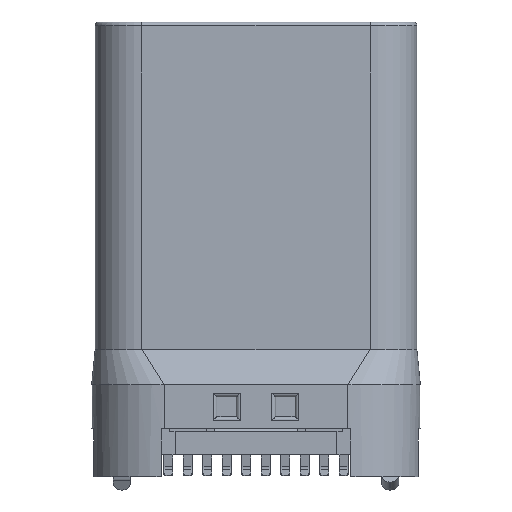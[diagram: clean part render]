
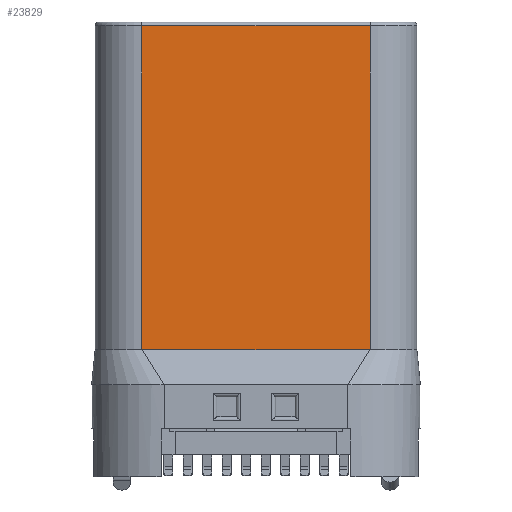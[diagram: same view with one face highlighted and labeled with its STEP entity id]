
A CAD part, front view. The second image highlights one B-rep face of the part: STEP entity #23829.
In plain terms, the highlighted planar face has unit normal (0, -1, 0).
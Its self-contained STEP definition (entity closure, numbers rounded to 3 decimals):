
#1082=ORIENTED_EDGE('',*,*,#8025,.F.);
#1083=ORIENTED_EDGE('',*,*,#8026,.T.);
#1084=ORIENTED_EDGE('',*,*,#8022,.T.);
#1085=ORIENTED_EDGE('',*,*,#8027,.F.);
#8022=EDGE_CURVE('',#11486,#11487,#13743,.T.);
#8025=EDGE_CURVE('',#11488,#11489,#13744,.T.);
#8026=EDGE_CURVE('',#11488,#11486,#13745,.T.);
#8027=EDGE_CURVE('',#11489,#11487,#13746,.F.);
#11486=VERTEX_POINT('',#33358);
#11487=VERTEX_POINT('',#33359);
#11488=VERTEX_POINT('',#33364);
#11489=VERTEX_POINT('',#33365);
#13743=LINE('',#33357,#16643);
#13744=LINE('',#33363,#16644);
#13745=LINE('',#33366,#16645);
#13746=LINE('',#33367,#16646);
#16643=VECTOR('',#26922,1000.);
#16644=VECTOR('',#26929,1000.);
#16645=VECTOR('',#26930,1000.);
#16646=VECTOR('',#26931,1000.);
#19489=EDGE_LOOP('',(#1082,#1083,#1084,#1085));
#20776=FACE_BOUND('',#19489,.T.);
#22050=PLANE('',#25064);
#23829=ADVANCED_FACE('',(#20776),#22050,.T.);
#25064=AXIS2_PLACEMENT_3D('',#33362,#26927,#26928);
#26922=DIRECTION('',(0.,0.,-1.));
#26927=DIRECTION('',(0.,-1.,0.));
#26928=DIRECTION('',(1.,0.,0.));
#26929=DIRECTION('',(0.,0.,-1.));
#26930=DIRECTION('',(-1.,0.,0.));
#26931=DIRECTION('',(1.,0.,0.));
#33357=CARTESIAN_POINT('',(-2.925,-1.2,0.));
#33358=CARTESIAN_POINT('',(-2.925,-1.2,-0.1));
#33359=CARTESIAN_POINT('',(-2.925,-1.2,-8.4));
#33362=CARTESIAN_POINT('',(0.,-1.2,0.));
#33363=CARTESIAN_POINT('',(2.925,-1.2,0.));
#33364=CARTESIAN_POINT('',(2.925,-1.2,-0.1));
#33365=CARTESIAN_POINT('',(2.925,-1.2,-8.4));
#33366=CARTESIAN_POINT('',(-2.925,-1.2,-0.1));
#33367=CARTESIAN_POINT('',(-2.925,-1.2,-8.4));
